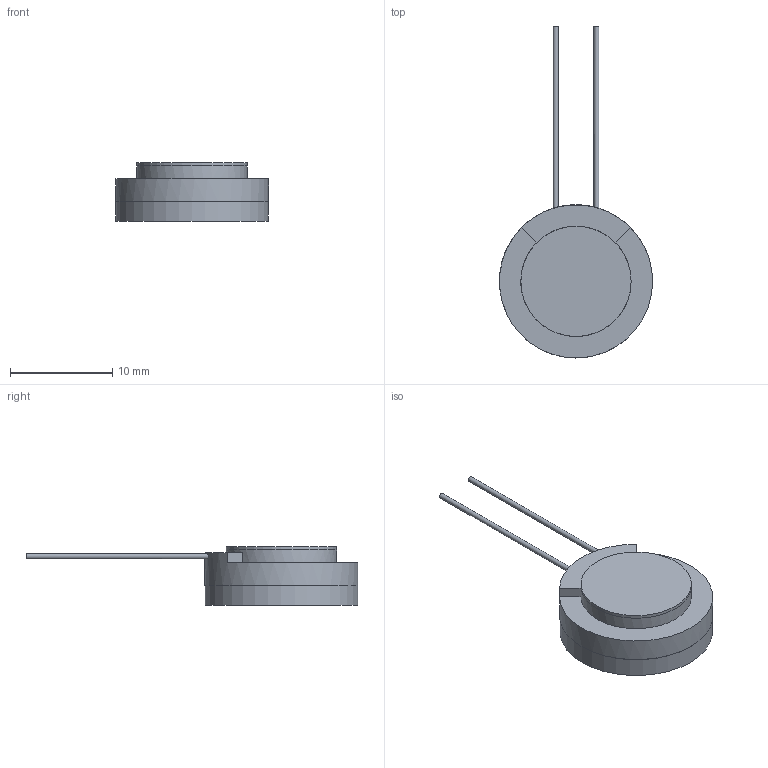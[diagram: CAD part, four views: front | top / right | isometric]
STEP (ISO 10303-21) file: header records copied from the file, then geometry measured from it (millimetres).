
FILE_DESCRIPTION(/* description */ ('Alibre Inc.'),/* implementation_level */ '2;1');
FILE_NAME(/* name */ 'export0',/* time_stamp */ '2018-10-24T19:14:57-05:00',/* author */ (''),/* organization */ (''),/* preprocessor_version */ 'ST-DEVELOPER v17',/* originating_system */ 'Alibre',/* authorisation */ '');
FILE_SCHEMA (('CONFIG_CONTROL_DESIGN'));
Length unit declared in the file: millimetre
Products named in the file (1): ID_1
Bounding box: 15 x 32.5 x 5.7 mm (x, y, z)
Volume: 726.2 mm3; surface area: 765.1 mm2
Topology: 1 solids, 1 shells, 36 faces, 61 edges, 41 vertices
Faces by surface type: plane 20, cylinder 16
Full cylindrical faces by diameter (mm): 0.5 x2, 1 x8, 5 x1, 10 x1, 10.8 x2, 14.95 x1, 15 x1
Entity records: 881 total; most frequent: CARTESIAN_POINT 181, DIRECTION 123, ORIENTED_EDGE 84, AXIS2_PLACEMENT_3D 67, EDGE_LOOP 66, FACE_BOUND 66, EDGE_CURVE 42, VERTEX_POINT 38
